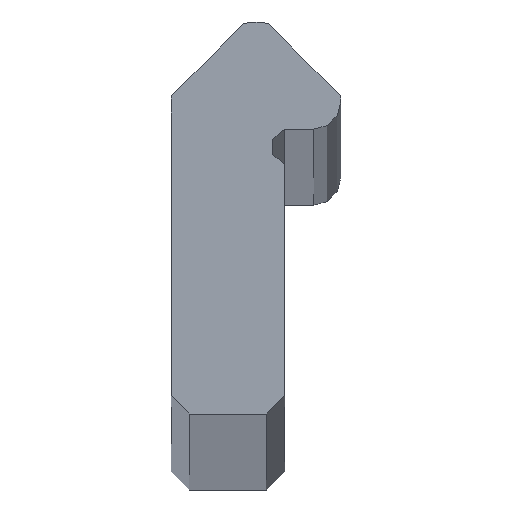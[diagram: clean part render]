
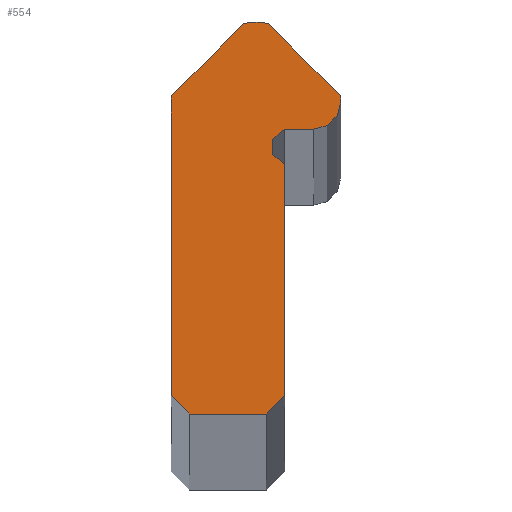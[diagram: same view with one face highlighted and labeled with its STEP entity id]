
A CAD part, top view. The second image highlights one B-rep face of the part: STEP entity #554.
In plain terms, the highlighted planar face has unit normal (0, 0, 1).
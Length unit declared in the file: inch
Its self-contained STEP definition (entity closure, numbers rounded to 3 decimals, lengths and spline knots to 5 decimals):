
#1 = CARTESIAN_POINT ( 'NONE',  ( -0.0635, -0.09886, 0. ) ) ;
#5 = ORIENTED_EDGE ( 'NONE', *, *, #707, .T. ) ;
#6 = EDGE_CURVE ( 'NONE', #97, #57, #353, .T. ) ;
#21 = DIRECTION ( 'NONE',  ( 1., 0., 0. ) ) ;
#24 = CARTESIAN_POINT ( 'NONE',  ( 0.0315, -0.12993, 0. ) ) ;
#32 = CARTESIAN_POINT ( 'NONE',  ( 0.0115, -0.44393, 0. ) ) ;
#40 = CARTESIAN_POINT ( 'NONE',  ( -0.0935, -0.42393, 0. ) ) ;
#43 = DIRECTION ( 'NONE',  ( 0., 0., 1. ) ) ;
#47 = CARTESIAN_POINT ( 'NONE',  ( 0.01371, -0.01371, 0. ) ) ;
#51 = VERTEX_POINT ( 'NONE', #498 ) ;
#57 = VERTEX_POINT ( 'NONE', #731 ) ;
#60 = CARTESIAN_POINT ( 'NONE',  ( 0.0929, -0.0929, 0. ) ) ;
#67 = EDGE_CURVE ( 'NONE', #368, #523, #732, .T. ) ;
#68 = ORIENTED_EDGE ( 'NONE', *, *, #145, .T. ) ;
#81 = DIRECTION ( 'NONE',  ( 0., 1., 0. ) ) ;
#84 = AXIS2_PLACEMENT_3D ( 'NONE', #194, #450, #137 ) ;
#86 = VERTEX_POINT ( 'NONE', #569 ) ;
#94 = EDGE_LOOP ( 'NONE', ( #649, #592, #311, #176, #127, #146, #655, #248, #566, #580, #5, #489, #68, #335 ) ) ;
#97 = VERTEX_POINT ( 'NONE', #759 ) ;
#110 = VERTEX_POINT ( 'NONE', #577 ) ;
#115 = LINE ( 'NONE', #364, #282 ) ;
#121 = DIRECTION ( 'NONE',  ( -0.707, 0.707, 0. ) ) ;
#127 = ORIENTED_EDGE ( 'NONE', *, *, #571, .T. ) ;
#133 = AXIS2_PLACEMENT_3D ( 'NONE', #516, #43, #465 ) ;
#137 = DIRECTION ( 'NONE',  ( -1., 0., 0. ) ) ;
#138 = EDGE_CURVE ( 'NONE', #57, #161, #301, .T. ) ;
#142 = DIRECTION ( 'NONE',  ( -1., 0., 0. ) ) ;
#145 = EDGE_CURVE ( 'NONE', #752, #97, #448, .T. ) ;
#146 = ORIENTED_EDGE ( 'NONE', *, *, #627, .T. ) ;
#161 = VERTEX_POINT ( 'NONE', #270 ) ;
#162 = DIRECTION ( 'NONE',  ( -1., 0., 0. ) ) ;
#176 = ORIENTED_EDGE ( 'NONE', *, *, #354, .T. ) ;
#194 = CARTESIAN_POINT ( 'NONE',  ( 0.0635, -0.09886, 0. ) ) ;
#200 = EDGE_CURVE ( 'NONE', #221, #752, #668, .T. ) ;
#202 = DIRECTION ( 'NONE',  ( 0., 0., 1. ) ) ;
#219 = DIRECTION ( 'NONE',  ( 0., 1., 0. ) ) ;
#221 = VERTEX_POINT ( 'NONE', #60 ) ;
#231 = VECTOR ( 'NONE', #459, 39.37008 ) ;
#233 = CIRCLE ( 'NONE', #619, 0.02 ) ;
#235 = CARTESIAN_POINT ( 'NONE',  ( 0.01371, -0.01371, 0. ) ) ;
#248 = ORIENTED_EDGE ( 'NONE', *, *, #654, .T. ) ;
#251 = AXIS2_PLACEMENT_3D ( 'NONE', #1, #706, #162 ) ;
#264 = VECTOR ( 'NONE', #219, 39.37008 ) ;
#270 = CARTESIAN_POINT ( 'NONE',  ( -0.0935, -0.09886, 0. ) ) ;
#272 = DIRECTION ( 'NONE',  ( 0.707, -0.707, 0. ) ) ;
#282 = VECTOR ( 'NONE', #781, 39.37008 ) ;
#290 = CARTESIAN_POINT ( 'NONE',  ( -0.0929, -0.0929, 0. ) ) ;
#294 = DIRECTION ( 'NONE',  ( -1., 0., 0. ) ) ;
#296 = EDGE_CURVE ( 'NONE', #411, #51, #565, .T. ) ;
#299 = VERTEX_POINT ( 'NONE', #24 ) ;
#301 = CIRCLE ( 'NONE', #551, 0.03 ) ;
#307 = FACE_OUTER_BOUND ( 'NONE', #94, .T. ) ;
#311 = ORIENTED_EDGE ( 'NONE', *, *, #296, .T. ) ;
#330 = CARTESIAN_POINT ( 'NONE',  ( -0.0735, -0.44393, 0. ) ) ;
#333 = CARTESIAN_POINT ( 'NONE',  ( 0.0315, -0.16866, 0. ) ) ;
#334 = CIRCLE ( 'NONE', #84, 0.03 ) ;
#335 = ORIENTED_EDGE ( 'NONE', *, *, #6, .T. ) ;
#337 = CARTESIAN_POINT ( 'NONE',  ( 0., -0.05657, 0. ) ) ;
#347 = CARTESIAN_POINT ( 'NONE',  ( 0.0935, -0.09886, 0. ) ) ;
#353 = LINE ( 'NONE', #290, #413 ) ;
#354 = EDGE_CURVE ( 'NONE', #51, #110, #639, .T. ) ;
#364 = CARTESIAN_POINT ( 'NONE',  ( 0.0315, -0.42393, 0. ) ) ;
#368 = VERTEX_POINT ( 'NONE', #458 ) ;
#380 = VECTOR ( 'NONE', #765, 39.37008 ) ;
#393 = CARTESIAN_POINT ( 'NONE',  ( 0.0365, -0.14929, 0. ) ) ;
#403 = CARTESIAN_POINT ( 'NONE',  ( 0.0635, -0.12993, 0. ) ) ;
#411 = VERTEX_POINT ( 'NONE', #40 ) ;
#413 = VECTOR ( 'NONE', #599, 39.37008 ) ;
#422 = CARTESIAN_POINT ( 'NONE',  ( 0.0935, -0.09886, 0. ) ) ;
#427 = VECTOR ( 'NONE', #121, 39.37008 ) ;
#448 = CIRCLE ( 'NONE', #778, 0.045 ) ;
#450 = DIRECTION ( 'NONE',  ( 0., 0., 1. ) ) ;
#455 = DIRECTION ( 'NONE',  ( 0., 0., 1. ) ) ;
#458 = CARTESIAN_POINT ( 'NONE',  ( 0.0635, -0.12993, 0. ) ) ;
#459 = DIRECTION ( 'NONE',  ( 1., 0., 0. ) ) ;
#465 = DIRECTION ( 'NONE',  ( -1., 0., 0. ) ) ;
#489 = ORIENTED_EDGE ( 'NONE', *, *, #200, .T. ) ;
#498 = CARTESIAN_POINT ( 'NONE',  ( -0.0735, -0.44393, 0. ) ) ;
#516 = CARTESIAN_POINT ( 'NONE',  ( 0.0635, -0.09993, 0. ) ) ;
#523 = VERTEX_POINT ( 'NONE', #663 ) ;
#526 = DIRECTION ( 'NONE',  ( -1., 0., 0. ) ) ;
#527 = LINE ( 'NONE', #688, #380 ) ;
#536 = LINE ( 'NONE', #772, #264 ) ;
#545 = VERTEX_POINT ( 'NONE', #422 ) ;
#548 = PLANE ( 'NONE',  #251 ) ;
#551 = AXIS2_PLACEMENT_3D ( 'NONE', #750, #202, #526 ) ;
#554 = ADVANCED_FACE ( 'NONE', ( #307 ), #548, .F. ) ;
#565 = LINE ( 'NONE', #330, #618 ) ;
#566 = ORIENTED_EDGE ( 'NONE', *, *, #67, .T. ) ;
#569 = CARTESIAN_POINT ( 'NONE',  ( 0.0315, -0.42393, 0. ) ) ;
#571 = EDGE_CURVE ( 'NONE', #110, #86, #115, .T. ) ;
#577 = CARTESIAN_POINT ( 'NONE',  ( 0.0115, -0.44393, 0. ) ) ;
#580 = ORIENTED_EDGE ( 'NONE', *, *, #685, .T. ) ;
#592 = ORIENTED_EDGE ( 'NONE', *, *, #675, .T. ) ;
#595 = LINE ( 'NONE', #403, #231 ) ;
#599 = DIRECTION ( 'NONE',  ( -0.707, -0.707, 0. ) ) ;
#618 = VECTOR ( 'NONE', #272, 39.37008 ) ;
#619 = AXIS2_PLACEMENT_3D ( 'NONE', #393, #643, #294 ) ;
#627 = EDGE_CURVE ( 'NONE', #86, #712, #536, .T. ) ;
#639 = LINE ( 'NONE', #32, #695 ) ;
#643 = DIRECTION ( 'NONE',  ( 0., 0., -1. ) ) ;
#649 = ORIENTED_EDGE ( 'NONE', *, *, #138, .T. ) ;
#651 = LINE ( 'NONE', #347, #673 ) ;
#654 = EDGE_CURVE ( 'NONE', #299, #368, #595, .T. ) ;
#655 = ORIENTED_EDGE ( 'NONE', *, *, #743, .T. ) ;
#663 = CARTESIAN_POINT ( 'NONE',  ( 0.0935, -0.09993, 0. ) ) ;
#668 = LINE ( 'NONE', #47, #427 ) ;
#673 = VECTOR ( 'NONE', #81, 39.37008 ) ;
#675 = EDGE_CURVE ( 'NONE', #161, #411, #527, .T. ) ;
#685 = EDGE_CURVE ( 'NONE', #523, #545, #651, .T. ) ;
#688 = CARTESIAN_POINT ( 'NONE',  ( -0.0935, -0.42393, 0. ) ) ;
#695 = VECTOR ( 'NONE', #21, 39.37008 ) ;
#706 = DIRECTION ( 'NONE',  ( 0., 0., -1. ) ) ;
#707 = EDGE_CURVE ( 'NONE', #545, #221, #334, .T. ) ;
#712 = VERTEX_POINT ( 'NONE', #333 ) ;
#731 = CARTESIAN_POINT ( 'NONE',  ( -0.0929, -0.0929, 0. ) ) ;
#732 = CIRCLE ( 'NONE', #133, 0.03 ) ;
#743 = EDGE_CURVE ( 'NONE', #712, #299, #233, .T. ) ;
#750 = CARTESIAN_POINT ( 'NONE',  ( -0.0635, -0.09886, 0. ) ) ;
#752 = VERTEX_POINT ( 'NONE', #235 ) ;
#759 = CARTESIAN_POINT ( 'NONE',  ( -0.01371, -0.01371, 0. ) ) ;
#765 = DIRECTION ( 'NONE',  ( 0., -1., 0. ) ) ;
#772 = CARTESIAN_POINT ( 'NONE',  ( 0.0315, -0.16866, 0. ) ) ;
#778 = AXIS2_PLACEMENT_3D ( 'NONE', #337, #455, #142 ) ;
#781 = DIRECTION ( 'NONE',  ( 0.707, 0.707, 0. ) ) ;
